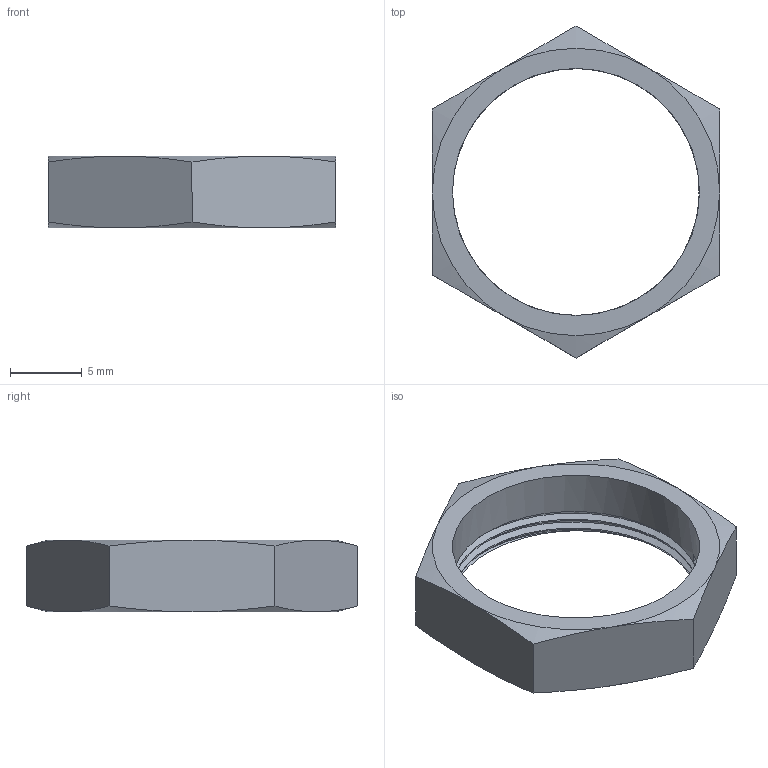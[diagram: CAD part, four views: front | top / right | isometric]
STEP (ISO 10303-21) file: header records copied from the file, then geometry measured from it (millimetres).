
FILE_DESCRIPTION(/* description */ (''),/* implementation_level */ '2;1');
FILE_NAME(/* name */ '01-5006-001.stp',/* time_stamp */ '2016-07-26T06:19:11+02:00',/* author */ (''),/* organization */ ('Franz Binder GmbH & Co.'),/* preprocessor_version */ 'ST-DEVELOPER v14',/* originating_system */ 'SIEMENS PLM Software NX 8.0',/* authorisation */ '');
FILE_SCHEMA (('AUTOMOTIVE_DESIGN { 1 0 10303 214 3 1 1 1 }'));
Length unit declared in the file: millimetre
Products named in the file (1): sgro14C43C10wm8s
Bounding box: 20 x 23.09 x 5 mm (x, y, z)
Surface area: 890.8 mm2 (no closed solid volume)
Topology: 0 solids, 1 shells, 27 faces, 66 edges, 40 vertices
Faces by surface type: cone 12, plane 9, cylinder 4, bspline 2
Full cylindrical faces by diameter (mm): 17.188 x2
Entity records: 1410 total; most frequent: CARTESIAN_POINT 882, ORIENTED_EDGE 110, DIRECTION 86, EDGE_CURVE 55, AXIS2_PLACEMENT_3D 39, VERTEX_POINT 33, B_SPLINE_CURVE_WITH_KNOTS 32, EDGE_LOOP 28
